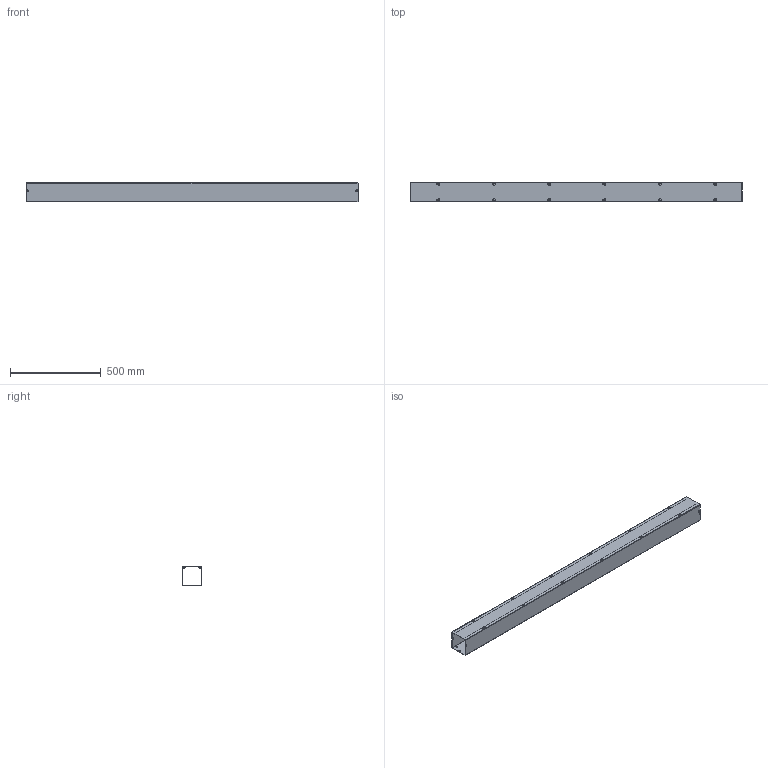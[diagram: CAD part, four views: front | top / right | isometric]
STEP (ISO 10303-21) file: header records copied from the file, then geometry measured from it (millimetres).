
FILE_DESCRIPTION(/* description */ ('WW, S, NK, BLR, GALV, 4X4X72'),/* implementation_level */ '2;1');
FILE_NAME(/* name */ 'S4472GNK.stp',/* time_stamp */ '2017-06-27T12:30:16+05:00',/* author */ ('vdas'),/* organization */ (''),/* preprocessor_version */ 'ST-DEVELOPER v16.1',/* originating_system */ 'Autodesk Inventor 2016',/* authorisation */ '');
FILE_SCHEMA (('AUTOMOTIVE_DESIGN { 1 0 10303 214 3 1 1 }'));
Length unit declared in the file: inch
Products named in the file (4): S4472GNKBLR; S4472GNKLID; 372141; S4472GNK
Assembly tree (14 placements, depth 2):
  S4472GNK
    S4472GNKBLR
    S4472GNKLID
    372141  x12
Bounding box: 1828.8 x 104.78 x 109.79 mm (x, y, z)
Volume: 1289257 mm3; surface area: 1639905.2 mm2
Topology: 14 solids, 14 shells, 1108 faces, 2644 edges, 1576 vertices
Faces by surface type: plane 388, cone 324, cylinder 204, torus 168, bspline 24
Full cylindrical faces by diameter (mm): 4.089 x12, 4.595 x96, 6.35 x4, 7.938 x12
Entity records: 8970 total; most frequent: CARTESIAN_POINT 2163, DIRECTION 1370, ORIENTED_EDGE 1256, EDGE_CURVE 628, AXIS2_PLACEMENT_3D 529, VERTEX_POINT 438, EDGE_LOOP 414, LINE 312
